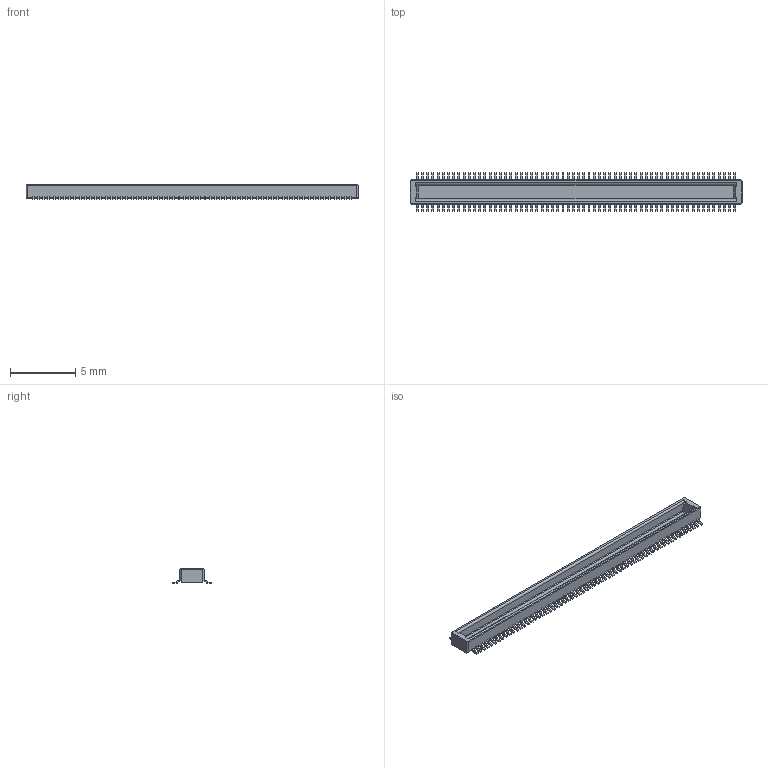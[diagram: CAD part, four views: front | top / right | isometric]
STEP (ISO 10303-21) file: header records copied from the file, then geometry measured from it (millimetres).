
FILE_DESCRIPTION(('Creo Elements/Direct Modeling STEP Export'),'2;1');
FILE_NAME('DF40C-120DP.stp','2021-03-04T 9:38:37',(''),(''),'Creo Elements/Direct Modeling STEP processor for AP214 (Solid Model)','Creo Elements/Direct Modeling 19.0F 14-Feb-2017 (C) Parametric Technology GmbH','');
FILE_SCHEMA(('AUTOMOTIVE_DESIGN { 1 0 10303 214 1 1 1 1 }'));
Length unit declared in the file: millimetre
Products named in the file (2): DF40C-120DP.PRT
Assembly tree (1 placements, depth 2):
  DF40C-120DP.PRT
    DF40C-120DP.PRT
Bounding box: 25.52 x 2.97 x 1.14 mm (x, y, z)
Volume: 28.2 mm3; surface area: 230.4 mm2
Topology: 1 solids, 1 shells, 1529 faces, 4574 edges, 3048 vertices
Faces by surface type: plane 1027, cylinder 502
Entity records: 51917 total; most frequent: CARTESIAN_POINT 10427, ORIENTED_EDGE 9148, DIRECTION 8132, EDGE_CURVE 4574, VECTOR 3570, LINE 3570, VERTEX_POINT 3048, AXIS2_PLACEMENT_3D 2281
